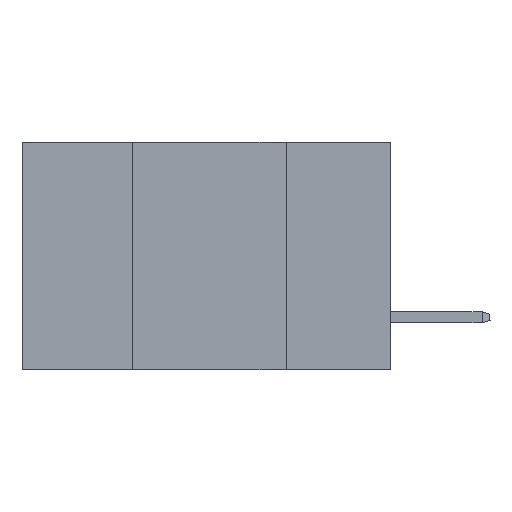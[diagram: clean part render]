
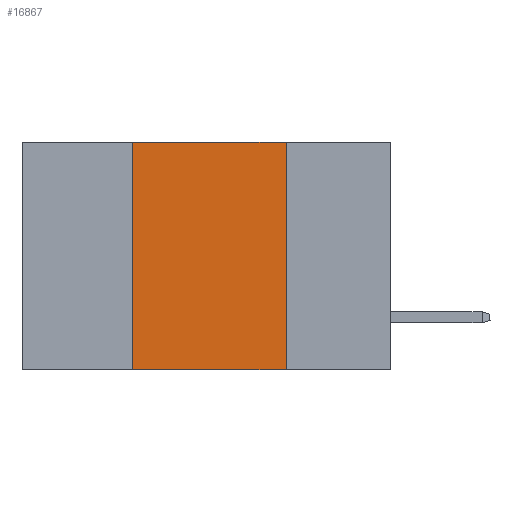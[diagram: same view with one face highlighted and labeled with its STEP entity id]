
A CAD part, left-side view. The second image highlights one B-rep face of the part: STEP entity #16867.
In plain terms, the highlighted planar face has unit normal (-1, 0, 0).
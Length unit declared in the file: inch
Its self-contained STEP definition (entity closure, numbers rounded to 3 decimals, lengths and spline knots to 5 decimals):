
#1461 = CARTESIAN_POINT ( 'NONE',  ( 0., 0.6, 0. ) ) ;
#1715 = VERTEX_POINT ( 'NONE', #2849 ) ;
#2263 = CARTESIAN_POINT ( 'NONE',  ( 0., 0.6, 0. ) ) ;
#2802 = VERTEX_POINT ( 'NONE', #21648 ) ;
#2849 = CARTESIAN_POINT ( 'NONE',  ( 0., 0.17, 0. ) ) ;
#3056 = ORIENTED_EDGE ( 'NONE', *, *, #25111, .F. ) ;
#3387 = CARTESIAN_POINT ( 'NONE',  ( 0., 0.17, -0.37 ) ) ;
#3885 = PLANE ( 'NONE',  #7256 ) ;
#4045 = LINE ( 'NONE', #2263, #13783 ) ;
#4747 = LINE ( 'NONE', #19119, #23820 ) ;
#5574 = EDGE_CURVE ( 'NONE', #1715, #12368, #14224, .T. ) ;
#7256 = AXIS2_PLACEMENT_3D ( 'NONE', #1461, #19210, #24075 ) ;
#7759 = DIRECTION ( 'NONE',  ( 0., 0., -1. ) ) ;
#7976 = VERTEX_POINT ( 'NONE', #28405 ) ;
#9979 = ORIENTED_EDGE ( 'NONE', *, *, #22537, .T. ) ;
#11332 = ORIENTED_EDGE ( 'NONE', *, *, #22087, .F. ) ;
#11991 = LINE ( 'NONE', #27980, #17207 ) ;
#12368 = VERTEX_POINT ( 'NONE', #3387 ) ;
#12573 = DIRECTION ( 'NONE',  ( 0., -1., 0. ) ) ;
#13625 = DIRECTION ( 'NONE',  ( 0., -1., 0. ) ) ;
#13783 = VECTOR ( 'NONE', #13625, 39.37008 ) ;
#14224 = LINE ( 'NONE', #18638, #24319 ) ;
#14468 = ORIENTED_EDGE ( 'NONE', *, *, #5574, .F. ) ;
#16867 = ADVANCED_FACE ( 'NONE', ( #25242 ), #3885, .F. ) ;
#17207 = VECTOR ( 'NONE', #12573, 39.37008 ) ;
#18638 = CARTESIAN_POINT ( 'NONE',  ( 0., 0.17, 0. ) ) ;
#19119 = CARTESIAN_POINT ( 'NONE',  ( 0., 0.42, 0. ) ) ;
#19210 = DIRECTION ( 'NONE',  ( 1., 0., 0. ) ) ;
#19321 = DIRECTION ( 'NONE',  ( 0., 0., 1. ) ) ;
#21648 = CARTESIAN_POINT ( 'NONE',  ( 0., 0.42, 0. ) ) ;
#22087 = EDGE_CURVE ( 'NONE', #2802, #1715, #4045, .T. ) ;
#22537 = EDGE_CURVE ( 'NONE', #7976, #12368, #11991, .T. ) ;
#23820 = VECTOR ( 'NONE', #19321, 39.37008 ) ;
#24075 = DIRECTION ( 'NONE',  ( 0., 0., -1. ) ) ;
#24192 = EDGE_LOOP ( 'NONE', ( #14468, #11332, #3056, #9979 ) ) ;
#24319 = VECTOR ( 'NONE', #7759, 39.37008 ) ;
#25111 = EDGE_CURVE ( 'NONE', #7976, #2802, #4747, .T. ) ;
#25242 = FACE_OUTER_BOUND ( 'NONE', #24192, .T. ) ;
#27980 = CARTESIAN_POINT ( 'NONE',  ( 0., 0.6, -0.37 ) ) ;
#28405 = CARTESIAN_POINT ( 'NONE',  ( 0., 0.42, -0.37 ) ) ;
